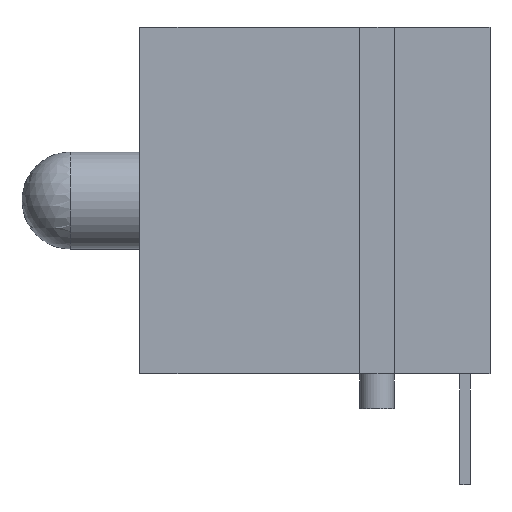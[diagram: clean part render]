
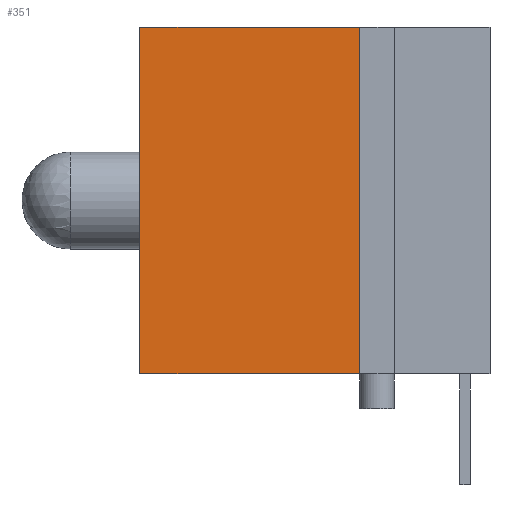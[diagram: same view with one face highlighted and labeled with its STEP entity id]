
A CAD part, front view. The second image highlights one B-rep face of the part: STEP entity #351.
In plain terms, the highlighted planar face has unit normal (0, -1, 0).
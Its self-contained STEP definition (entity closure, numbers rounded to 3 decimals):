
#138=CARTESIAN_POINT('',(-0.5,-2.475,0.0));
#139=VERTEX_POINT('',#138);
#146=CARTESIAN_POINT('',(-6.84,-2.475,0.0));
#147=VERTEX_POINT('',#146);
#148=CARTESIAN_POINT('',(-6.84,-2.475,0.0));
#149=DIRECTION('',(1.0,0.0,0.0));
#150=VECTOR('',#149,6.34);
#151=LINE('',#148,#150);
#152=EDGE_CURVE('',#147,#139,#151,.T.);
#309=CARTESIAN_POINT('',(-0.5,-2.475,10.0));
#310=VERTEX_POINT('',#309);
#317=CARTESIAN_POINT('',(-0.5,-2.475,0.0));
#318=DIRECTION('',(0.0,0.0,1.0));
#319=VECTOR('',#318,10.0);
#320=LINE('',#317,#319);
#321=EDGE_CURVE('',#139,#310,#320,.T.);
#328=CARTESIAN_POINT('',(-7.157,-2.475,10.5));
#329=DIRECTION('',(0.0,-1.0,0.0));
#330=DIRECTION('',(0.0,0.0,-1.0));
#331=AXIS2_PLACEMENT_3D('',#328,#329,#330);
#332=PLANE('',#331);
#333=CARTESIAN_POINT('',(-6.84,-2.475,10.0));
#334=VERTEX_POINT('',#333);
#335=CARTESIAN_POINT('',(-0.5,-2.475,10.0));
#336=DIRECTION('',(-1.0,0.0,0.0));
#337=VECTOR('',#336,6.34);
#338=LINE('',#335,#337);
#339=EDGE_CURVE('',#310,#334,#338,.T.);
#340=ORIENTED_EDGE('',*,*,#339,.T.);
#341=CARTESIAN_POINT('',(-6.84,-2.475,0.0));
#342=DIRECTION('',(0.0,0.0,1.0));
#343=VECTOR('',#342,10.0);
#344=LINE('',#341,#343);
#345=EDGE_CURVE('',#147,#334,#344,.T.);
#346=ORIENTED_EDGE('',*,*,#345,.F.);
#347=ORIENTED_EDGE('',*,*,#152,.T.);
#348=ORIENTED_EDGE('',*,*,#321,.T.);
#349=EDGE_LOOP('',(#340,#346,#347,#348));
#350=FACE_OUTER_BOUND('',#349,.T.);
#351=ADVANCED_FACE('',(#350),#332,.T.);
